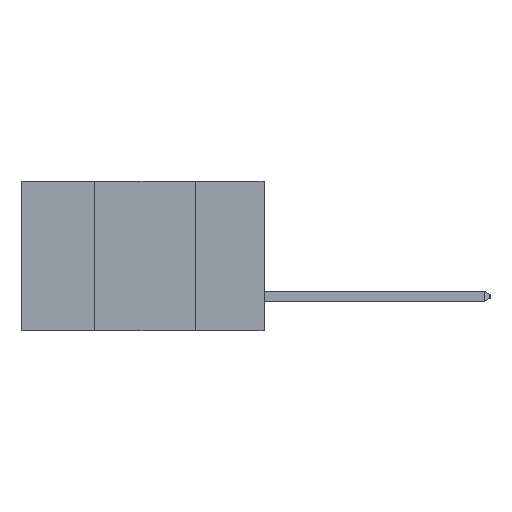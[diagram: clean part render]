
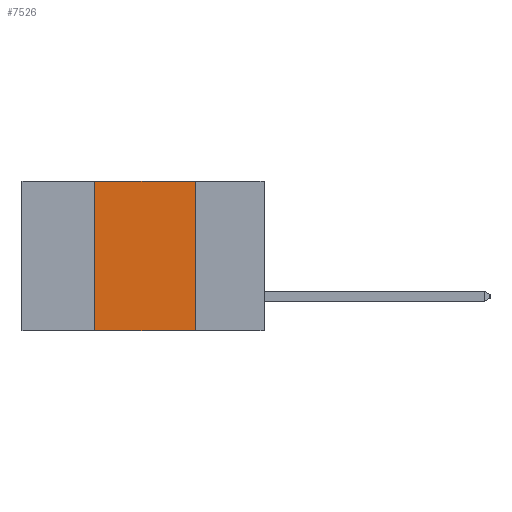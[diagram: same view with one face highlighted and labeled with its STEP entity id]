
A CAD part, left-side view. The second image highlights one B-rep face of the part: STEP entity #7526.
In plain terms, the highlighted planar face has unit normal (-1, 0, 0).
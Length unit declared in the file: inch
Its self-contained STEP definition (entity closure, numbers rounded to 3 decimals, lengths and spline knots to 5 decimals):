
#847 = DIRECTION ( 'NONE',  ( 0., 0., 1. ) ) ;
#1757 = VECTOR ( 'NONE', #20638, 39.37008 ) ;
#3660 = FACE_OUTER_BOUND ( 'NONE', #12304, .T. ) ;
#3779 = CARTESIAN_POINT ( 'NONE',  ( 0., 0.6, 0. ) ) ;
#4280 = VECTOR ( 'NONE', #16751, 39.37008 ) ;
#4374 = EDGE_CURVE ( 'NONE', #14553, #11212, #6128, .T. ) ;
#5472 = CARTESIAN_POINT ( 'NONE',  ( 0., 0.17, 0. ) ) ;
#6128 = LINE ( 'NONE', #20722, #1757 ) ;
#6866 = LINE ( 'NONE', #13825, #10222 ) ;
#7526 = ADVANCED_FACE ( 'NONE', ( #3660 ), #17534, .F. ) ;
#8149 = LINE ( 'NONE', #3779, #4280 ) ;
#8909 = ORIENTED_EDGE ( 'NONE', *, *, #18468, .F. ) ;
#9877 = VERTEX_POINT ( 'NONE', #17732 ) ;
#10007 = DIRECTION ( 'NONE',  ( 0., -1., 0. ) ) ;
#10222 = VECTOR ( 'NONE', #847, 39.37008 ) ;
#10451 = CARTESIAN_POINT ( 'NONE',  ( 0., 0.6, -0.37 ) ) ;
#11212 = VERTEX_POINT ( 'NONE', #16761 ) ;
#11232 = VERTEX_POINT ( 'NONE', #13506 ) ;
#12304 = EDGE_LOOP ( 'NONE', ( #12842, #8909, #17408, #16926 ) ) ;
#12326 = VECTOR ( 'NONE', #10007, 39.37008 ) ;
#12842 = ORIENTED_EDGE ( 'NONE', *, *, #4374, .F. ) ;
#13506 = CARTESIAN_POINT ( 'NONE',  ( 0., 0.42, 0. ) ) ;
#13825 = CARTESIAN_POINT ( 'NONE',  ( 0., 0.42, -0.37 ) ) ;
#14553 = VERTEX_POINT ( 'NONE', #5472 ) ;
#15773 = EDGE_CURVE ( 'NONE', #9877, #11212, #20852, .T. ) ;
#16751 = DIRECTION ( 'NONE',  ( 0., -1., 0. ) ) ;
#16761 = CARTESIAN_POINT ( 'NONE',  ( 0., 0.17, -0.37 ) ) ;
#16926 = ORIENTED_EDGE ( 'NONE', *, *, #15773, .T. ) ;
#17265 = EDGE_CURVE ( 'NONE', #9877, #11232, #6866, .T. ) ;
#17408 = ORIENTED_EDGE ( 'NONE', *, *, #17265, .F. ) ;
#17425 = DIRECTION ( 'NONE',  ( 1., 0., 0. ) ) ;
#17463 = DIRECTION ( 'NONE',  ( 0., 0., -1. ) ) ;
#17534 = PLANE ( 'NONE',  #19863 ) ;
#17732 = CARTESIAN_POINT ( 'NONE',  ( 0., 0.42, -0.37 ) ) ;
#18468 = EDGE_CURVE ( 'NONE', #11232, #14553, #8149, .T. ) ;
#19863 = AXIS2_PLACEMENT_3D ( 'NONE', #19960, #17425, #17463 ) ;
#19960 = CARTESIAN_POINT ( 'NONE',  ( 0., 0.6, 0. ) ) ;
#20638 = DIRECTION ( 'NONE',  ( 0., 0., -1. ) ) ;
#20722 = CARTESIAN_POINT ( 'NONE',  ( 0., 0.17, -0.37 ) ) ;
#20852 = LINE ( 'NONE', #10451, #12326 ) ;
